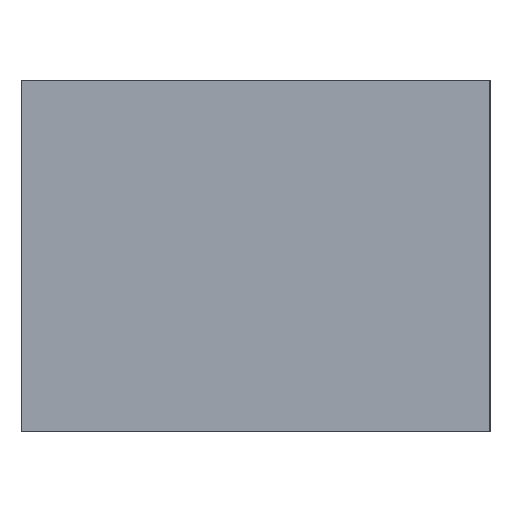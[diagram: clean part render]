
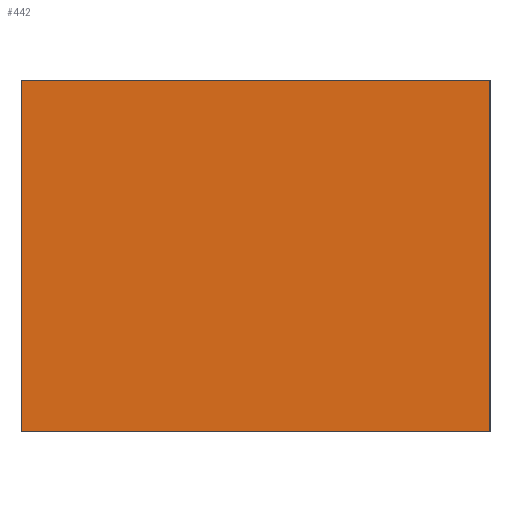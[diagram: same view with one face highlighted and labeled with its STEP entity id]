
A CAD part, left-side view. The second image highlights one B-rep face of the part: STEP entity #442.
In plain terms, the highlighted planar face has unit normal (-1, 0, 0).
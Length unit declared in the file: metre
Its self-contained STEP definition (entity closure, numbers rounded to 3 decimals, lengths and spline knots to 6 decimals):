
#37=LINE('',#689,#81);
#52=LINE('',#724,#96);
#54=LINE('',#729,#98);
#55=LINE('',#730,#99);
#81=VECTOR('',#554,1.);
#96=VECTOR('',#583,1.);
#98=VECTOR('',#589,1.);
#99=VECTOR('',#590,1.);
#162=ORIENTED_EDGE('',*,*,#270,.T.);
#163=ORIENTED_EDGE('',*,*,#249,.F.);
#164=ORIENTED_EDGE('',*,*,#271,.F.);
#165=ORIENTED_EDGE('',*,*,#267,.T.);
#249=EDGE_CURVE('',#305,#303,#37,.T.);
#267=EDGE_CURVE('',#319,#318,#52,.T.);
#270=EDGE_CURVE('',#318,#303,#54,.T.);
#271=EDGE_CURVE('',#319,#305,#55,.T.);
#303=VERTEX_POINT('',#684);
#305=VERTEX_POINT('',#688);
#318=VERTEX_POINT('',#723);
#319=VERTEX_POINT('',#725);
#354=EDGE_LOOP('',(#162,#163,#164,#165));
#394=FACE_BOUND('',#354,.T.);
#424=PLANE('',#491);
#442=ADVANCED_FACE('',(#394),#424,.F.);
#491=AXIS2_PLACEMENT_3D('',#728,#587,#588);
#554=DIRECTION('',(0.,1.,0.));
#583=DIRECTION('',(0.,1.,0.));
#587=DIRECTION('',(1.,0.,0.));
#588=DIRECTION('',(0.,0.,-1.));
#589=DIRECTION('',(0.,0.,-1.));
#590=DIRECTION('',(0.,0.,-1.));
#684=CARTESIAN_POINT('',(-0.0805,0.015,-0.0255));
#688=CARTESIAN_POINT('',(-0.0805,-0.015,-0.0255));
#689=CARTESIAN_POINT('',(-0.0805,-0.015,-0.0255));
#723=CARTESIAN_POINT('',(-0.0805,0.015,-0.003));
#724=CARTESIAN_POINT('',(-0.0805,-0.015,-0.003));
#725=CARTESIAN_POINT('',(-0.0805,-0.015,-0.003));
#728=CARTESIAN_POINT('',(-0.0805,-0.015,-0.01175));
#729=CARTESIAN_POINT('',(-0.0805,0.015,-0.01175));
#730=CARTESIAN_POINT('',(-0.0805,-0.015,-0.01175));
